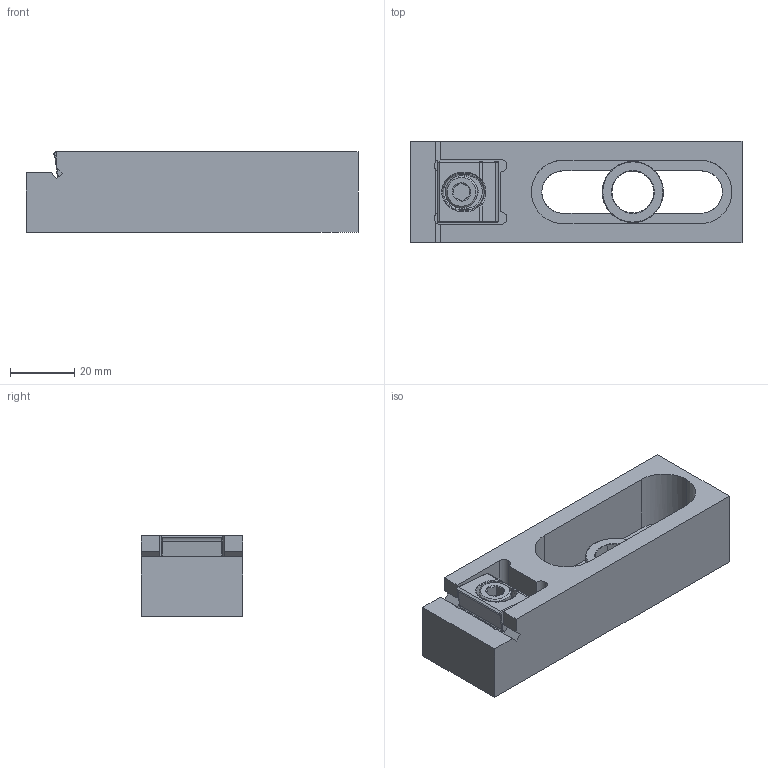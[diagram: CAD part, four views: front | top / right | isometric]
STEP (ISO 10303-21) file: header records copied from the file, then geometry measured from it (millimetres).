
FILE_DESCRIPTION (( 'STEP AP214' ), '1' );
FILE_NAME ('56240.STEP', '2017-10-06T19:39:44', ( 'Mike W' ), ( '' ), 'SwSTEP 2.0', 'SolidWorks 2017', '' );
FILE_SCHEMA (( 'AUTOMOTIVE_DESIGN' ));
Length unit declared in the file: inch
Products named in the file (7): 20014_20014 ; 562401_562401; 56050_56050; 108 O-RING_108 O-RING; M616MM SHCS_M616MM SHCS ; 260501_260501; 56240
Assembly tree (6 placements, depth 3):
  56240
    56050_56050
      260501_260501
      M616MM SHCS_M616MM SHCS 
      108 O-RING_108 O-RING
    562401_562401
    20014_20014 
Bounding box: 103.63 x 31.75 x 25.15 mm (x, y, z)
Volume: 53535.8 mm3; surface area: 19518.3 mm2
Topology: 5 solids, 5 shells, 239 faces, 600 edges, 372 vertices
Faces by surface type: cylinder 113, plane 53, bspline 27, cone 26, torus 20
Entity records: 11558 total; most frequent: CARTESIAN_POINT 5870, ORIENTED_EDGE 1200, DIRECTION 990, EDGE_CURVE 600, AXIS2_PLACEMENT_3D 378, VERTEX_POINT 372, EDGE_LOOP 250, FACE_OUTER_BOUND 239
